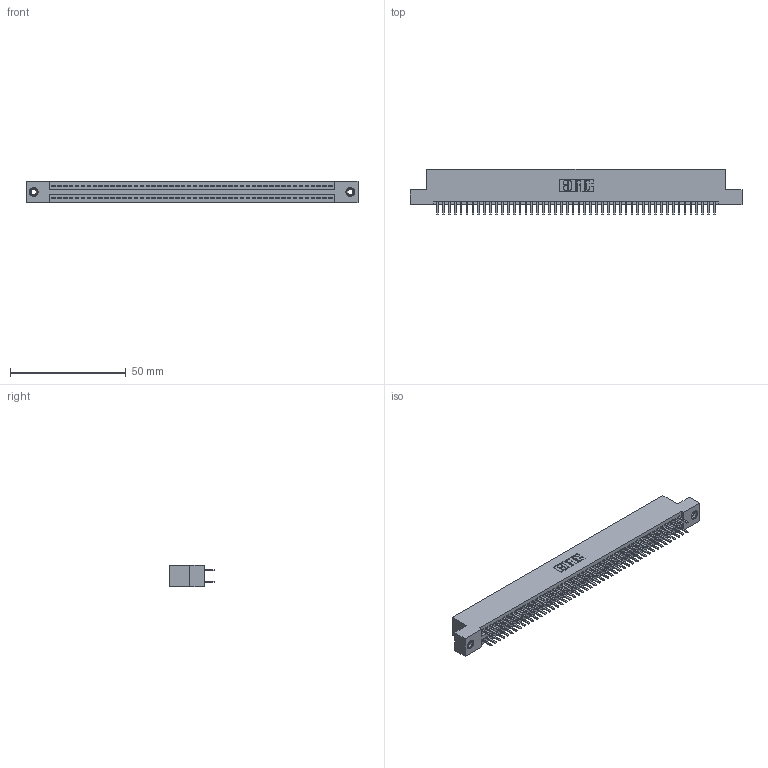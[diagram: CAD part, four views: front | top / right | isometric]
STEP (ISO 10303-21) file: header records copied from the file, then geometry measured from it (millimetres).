
FILE_DESCRIPTION (( 'STEP AP203' ), '1' );
FILE_NAME ('345-096-520-208.STEP', '2018-10-05T03:24:58', ( '' ), ( '' ), 'SwSTEP 2.0', 'SolidWorks 2016', '' );
FILE_SCHEMA (( 'CONFIG_CONTROL_DESIGN' ));
Length unit declared in the file: inch
Products named in the file (4): 345-250-001_345-250-003-102; 345-096-520-208; 345-292-001_345-293-120; 345 Part_Flush Mounting Lugs - 0.156 Dia-TI
Assembly tree (99 placements, depth 2):
  345-096-520-208
    345 Part_Flush Mounting Lugs - 0.156 Dia-TI
    345-292-001_345-293-120  x96
    345-250-001_345-250-003-102  x2
Bounding box: 143.13 x 19.68 x 9.4 mm (x, y, z)
Volume: 13910.7 mm3; surface area: 20602.2 mm2
Topology: 99 solids, 99 shells, 5370 faces, 15549 edges, 10102 vertices
Faces by surface type: plane 3472, cylinder 1882, cone 12, torus 4
Entity records: 38154 total; most frequent: CARTESIAN_POINT 6383, ORIENTED_EDGE 6298, DIRECTION 5635, EDGE_CURVE 3149, LINE 2801, VECTOR 2801, VERTEX_POINT 2092, AXIS2_PLACEMENT_3D 1417
